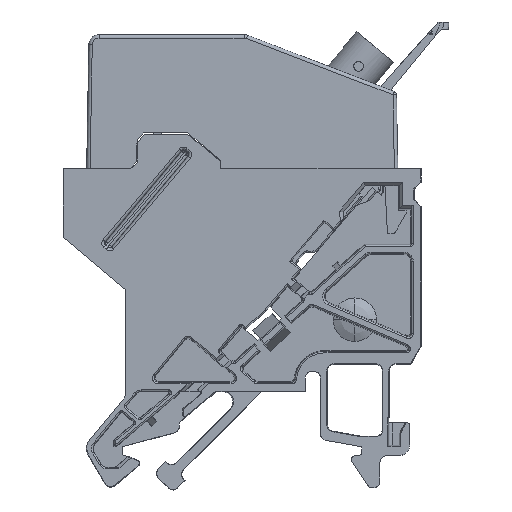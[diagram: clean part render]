
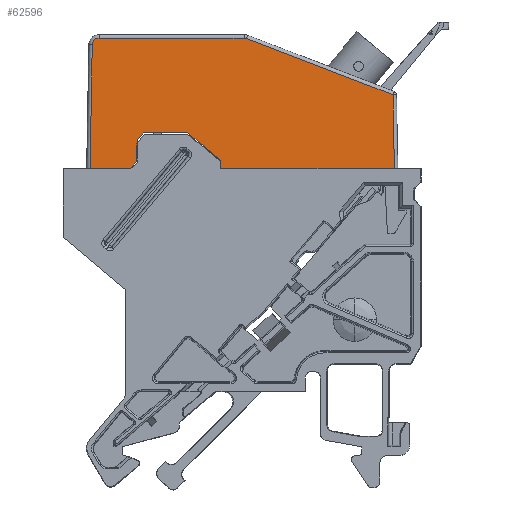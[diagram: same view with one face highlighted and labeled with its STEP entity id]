
A CAD part, left-side view. The second image highlights one B-rep face of the part: STEP entity #62596.
In plain terms, the highlighted planar face has unit normal (-1, 0, 0.018).
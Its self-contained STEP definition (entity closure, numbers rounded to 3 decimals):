
#20604=AXIS2_PLACEMENT_3D('Circle Axis2P3D',#20602,#20603,$) ;
#31684=AXIS2_PLACEMENT_3D('Circle Axis2P3D',#31682,#31683,$) ;
#62573=AXIS2_PLACEMENT_3D('Plane Axis2P3D',#62570,#62571,#62572) ;
#13858=CARTESIAN_POINT('Line Origine',(0.,49.317,46.8)) ;
#13862=CARTESIAN_POINT('Vertex',(0.,52.217,46.8)) ;
#13864=CARTESIAN_POINT('Vertex',(0.,46.416,46.8)) ;
#14944=CARTESIAN_POINT('Vertex',(0.,7.916,46.8)) ;
#14947=CARTESIAN_POINT('Line Origine',(0.,20.566,46.8)) ;
#14951=CARTESIAN_POINT('Vertex',(0.,33.216,46.8)) ;
#17186=CARTESIAN_POINT('Vertex',(0.187,8.104,57.537)) ;
#20592=CARTESIAN_POINT('Vertex',(0.332,50.902,65.809)) ;
#20599=CARTESIAN_POINT('Vertex',(0.315,51.902,64.826)) ;
#20602=CARTESIAN_POINT('Axis2P3D Location',(0.314,50.902,64.809)) ;
#31672=CARTESIAN_POINT('Vertex',(0.331,29.436,65.742)) ;
#31679=CARTESIAN_POINT('Vertex',(0.332,29.795,65.809)) ;
#31682=CARTESIAN_POINT('Axis2P3D Location',(0.314,29.795,64.809)) ;
#33483=CARTESIAN_POINT('Vertex',(0.071,45.381,50.842)) ;
#33497=CARTESIAN_POINT('Vertex',(0.091,44.41,52.)) ;
#33500=CARTESIAN_POINT('Line Origine',(0.081,44.895,51.421)) ;
#48370=CARTESIAN_POINT('Vertex',(0.018,45.408,47.809)) ;
#48373=CARTESIAN_POINT('Line Origine',(0.044,45.394,49.325)) ;
#48390=CARTESIAN_POINT('Line Origine',(0.009,45.912,47.304)) ;
#51387=CARTESIAN_POINT('Vertex',(0.091,37.984,52.)) ;
#51390=CARTESIAN_POINT('Line Origine',(0.091,41.197,52.)) ;
#51419=CARTESIAN_POINT('Vertex',(0.021,33.227,48.009)) ;
#51422=CARTESIAN_POINT('Line Origine',(0.056,35.605,50.004)) ;
#51439=CARTESIAN_POINT('Line Origine',(0.011,33.222,47.404)) ;
#58112=CARTESIAN_POINT('Line Origine',(0.332,29.787,65.809)) ;
#58874=CARTESIAN_POINT('Line Origine',(0.182,7.361,57.251)) ;
#58898=CARTESIAN_POINT('Line Origine',(-0.001,7.916,46.763)) ;
#62570=CARTESIAN_POINT('Axis2P3D Location',(0.,52.776,46.8)) ;
#62575=CARTESIAN_POINT('Line Origine',(0.157,52.059,55.813)) ;
#13859=DIRECTION('Vector Direction',(0.,-1.,0.)) ;
#14948=DIRECTION('Vector Direction',(0.,-1.,0.)) ;
#20603=DIRECTION('Axis2P3D Direction',(1.,0.,-0.017)) ;
#31683=DIRECTION('Axis2P3D Direction',(1.,0.,-0.017)) ;
#33501=DIRECTION('Vector Direction',(0.013,-0.643,0.766)) ;
#48374=DIRECTION('Vector Direction',(-0.017,0.009,-1.)) ;
#48391=DIRECTION('Vector Direction',(-0.012,0.707,-0.707)) ;
#51391=DIRECTION('Vector Direction',(0.,-1.,0.)) ;
#51423=DIRECTION('Vector Direction',(-0.011,-0.766,-0.643)) ;
#51440=DIRECTION('Vector Direction',(-0.017,-0.009,-1.)) ;
#58113=DIRECTION('Vector Direction',(0.,1.,0.)) ;
#58875=DIRECTION('Vector Direction',(0.006,0.933,0.359)) ;
#58899=DIRECTION('Vector Direction',(0.017,0.017,1.)) ;
#62571=DIRECTION('Axis2P3D Direction',(-1.,0.,0.017)) ;
#62572=DIRECTION('Axis2P3D XDirection',(0.,1.,0.)) ;
#62576=DIRECTION('Vector Direction',(0.017,-0.017,1.)) ;
#13860=VECTOR('Line Direction',#13859,1.) ;
#14949=VECTOR('Line Direction',#14948,1.) ;
#33502=VECTOR('Line Direction',#33501,1.) ;
#48375=VECTOR('Line Direction',#48374,1.) ;
#48392=VECTOR('Line Direction',#48391,1.) ;
#51392=VECTOR('Line Direction',#51391,1.) ;
#51424=VECTOR('Line Direction',#51423,1.) ;
#51441=VECTOR('Line Direction',#51440,1.) ;
#58114=VECTOR('Line Direction',#58113,1.) ;
#58876=VECTOR('Line Direction',#58875,1.) ;
#58900=VECTOR('Line Direction',#58899,1.) ;
#62577=VECTOR('Line Direction',#62576,1.) ;
#62581=ORIENTED_EDGE('',*,*,#48394,.F.) ;
#62582=ORIENTED_EDGE('',*,*,#48377,.F.) ;
#62583=ORIENTED_EDGE('',*,*,#33504,.T.) ;
#62584=ORIENTED_EDGE('',*,*,#51394,.T.) ;
#62585=ORIENTED_EDGE('',*,*,#51426,.T.) ;
#62586=ORIENTED_EDGE('',*,*,#51443,.T.) ;
#62587=ORIENTED_EDGE('',*,*,#14953,.T.) ;
#62588=ORIENTED_EDGE('',*,*,#58902,.F.) ;
#62589=ORIENTED_EDGE('',*,*,#58878,.F.) ;
#62590=ORIENTED_EDGE('',*,*,#31686,.F.) ;
#62591=ORIENTED_EDGE('',*,*,#58116,.T.) ;
#62592=ORIENTED_EDGE('',*,*,#20606,.F.) ;
#62593=ORIENTED_EDGE('',*,*,#62579,.F.) ;
#62594=ORIENTED_EDGE('',*,*,#13866,.T.) ;
#62596=ADVANCED_FACE('Hauptk\X2\00F6\X0\rper',(#62595),#62574,.T.) ;
#20605=CIRCLE('generated circle',#20604,1.) ;
#31685=CIRCLE('generated circle',#31684,1.) ;
#13866=EDGE_CURVE('',#13863,#13865,#13861,.T.) ;
#14953=EDGE_CURVE('',#14952,#14945,#14950,.T.) ;
#20606=EDGE_CURVE('',#20600,#20593,#20605,.T.) ;
#31686=EDGE_CURVE('',#31680,#31673,#31685,.T.) ;
#33504=EDGE_CURVE('',#33484,#33498,#33503,.T.) ;
#48377=EDGE_CURVE('',#33484,#48371,#48376,.T.) ;
#48394=EDGE_CURVE('',#48371,#13865,#48393,.T.) ;
#51394=EDGE_CURVE('',#33498,#51388,#51393,.T.) ;
#51426=EDGE_CURVE('',#51388,#51420,#51425,.T.) ;
#51443=EDGE_CURVE('',#51420,#14952,#51442,.T.) ;
#58116=EDGE_CURVE('',#31680,#20593,#58115,.T.) ;
#58878=EDGE_CURVE('',#31673,#17187,#58877,.F.) ;
#58902=EDGE_CURVE('',#17187,#14945,#58901,.F.) ;
#62579=EDGE_CURVE('',#13863,#20600,#62578,.T.) ;
#62580=EDGE_LOOP('',(#62581,#62582,#62583,#62584,#62585,#62586,#62587,#62588,#62589,#62590,#62591,#62592,#62593,#62594)) ;
#62595=FACE_OUTER_BOUND('',#62580,.T.) ;
#13861=LINE('Line',#13858,#13860) ;
#14950=LINE('Line',#14947,#14949) ;
#33503=LINE('Line',#33500,#33502) ;
#48376=LINE('Line',#48373,#48375) ;
#48393=LINE('Line',#48390,#48392) ;
#51393=LINE('Line',#51390,#51392) ;
#51425=LINE('Line',#51422,#51424) ;
#51442=LINE('Line',#51439,#51441) ;
#58115=LINE('Line',#58112,#58114) ;
#58877=LINE('Line',#58874,#58876) ;
#58901=LINE('Line',#58898,#58900) ;
#62578=LINE('Line',#62575,#62577) ;
#62574=PLANE('',#62573) ;
#13863=VERTEX_POINT('',#13862) ;
#13865=VERTEX_POINT('',#13864) ;
#14945=VERTEX_POINT('',#14944) ;
#14952=VERTEX_POINT('',#14951) ;
#17187=VERTEX_POINT('',#17186) ;
#20593=VERTEX_POINT('',#20592) ;
#20600=VERTEX_POINT('',#20599) ;
#31673=VERTEX_POINT('',#31672) ;
#31680=VERTEX_POINT('',#31679) ;
#33484=VERTEX_POINT('',#33483) ;
#33498=VERTEX_POINT('',#33497) ;
#48371=VERTEX_POINT('',#48370) ;
#51388=VERTEX_POINT('',#51387) ;
#51420=VERTEX_POINT('',#51419) ;
